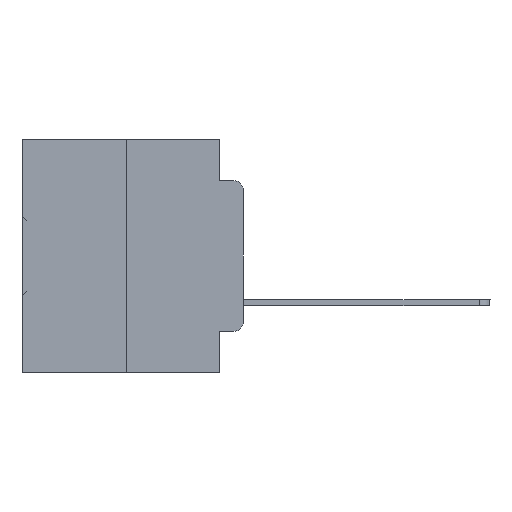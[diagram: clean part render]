
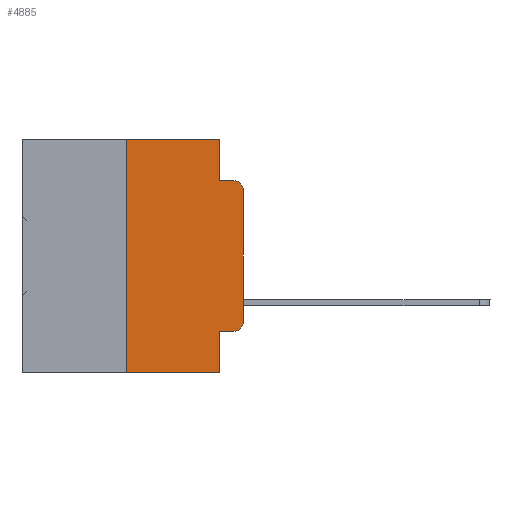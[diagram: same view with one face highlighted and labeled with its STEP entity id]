
A CAD part, left-side view. The second image highlights one B-rep face of the part: STEP entity #4885.
In plain terms, the highlighted planar face has unit normal (-1, 0, 0).
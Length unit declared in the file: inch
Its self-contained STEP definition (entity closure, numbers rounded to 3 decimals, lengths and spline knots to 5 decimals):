
#132 = CARTESIAN_POINT ( 'NONE',  ( 0., 0.02, -0.0885 ) ) ;
#284 = VECTOR ( 'NONE', #5853, 39.37008 ) ;
#558 = CARTESIAN_POINT ( 'NONE',  ( 0., 0.25, 0. ) ) ;
#728 = ORIENTED_EDGE ( 'NONE', *, *, #19944, .T. ) ;
#1111 = DIRECTION ( 'NONE',  ( 0., 0., -1. ) ) ;
#1657 = ORIENTED_EDGE ( 'NONE', *, *, #27187, .F. ) ;
#1842 = EDGE_CURVE ( 'NONE', #13293, #2704, #7571, .T. ) ;
#2027 = ORIENTED_EDGE ( 'NONE', *, *, #30838, .F. ) ;
#2042 = EDGE_LOOP ( 'NONE', ( #23138, #728, #11053, #8206, #10806, #1657, #24268, #2027, #20572, #19413 ) ) ;
#2101 = CARTESIAN_POINT ( 'NONE',  ( 0., 0.051, -0.4115 ) ) ;
#2383 = DIRECTION ( 'NONE',  ( 0., 0., -1. ) ) ;
#2704 = VERTEX_POINT ( 'NONE', #132 ) ;
#2973 = CARTESIAN_POINT ( 'NONE',  ( 0., 0.051, -0.4115 ) ) ;
#3318 = LINE ( 'NONE', #18021, #5480 ) ;
#3924 = DIRECTION ( 'NONE',  ( 0., 0., -1. ) ) ;
#4795 = EDGE_CURVE ( 'NONE', #17801, #11418, #3318, .T. ) ;
#4803 = CARTESIAN_POINT ( 'NONE',  ( 0., 0.25, -0.5 ) ) ;
#4885 = ADVANCED_FACE ( 'NONE', ( #23818 ), #13089, .F. ) ;
#5480 = VECTOR ( 'NONE', #7004, 39.37008 ) ;
#5853 = DIRECTION ( 'NONE',  ( 0., 0., 1. ) ) ;
#6530 = DIRECTION ( 'NONE',  ( 0., -1., 0. ) ) ;
#6720 = CARTESIAN_POINT ( 'NONE',  ( 0., 0.02, -0.3915 ) ) ;
#7004 = DIRECTION ( 'NONE',  ( 0., -1., 0. ) ) ;
#7103 = CARTESIAN_POINT ( 'NONE',  ( 0., 0.051, -0.5 ) ) ;
#7571 = LINE ( 'NONE', #14891, #21216 ) ;
#7601 = DIRECTION ( 'NONE',  ( 0., 0., -1. ) ) ;
#7714 = DIRECTION ( 'NONE',  ( 1., 0., 0. ) ) ;
#8064 = CARTESIAN_POINT ( 'NONE',  ( 0., 0., 0. ) ) ;
#8206 = ORIENTED_EDGE ( 'NONE', *, *, #32129, .F. ) ;
#9871 = CARTESIAN_POINT ( 'NONE',  ( 0., 0.051, -0.0885 ) ) ;
#10366 = LINE ( 'NONE', #28085, #22228 ) ;
#10509 = LINE ( 'NONE', #558, #284 ) ;
#10669 = VECTOR ( 'NONE', #35083, 39.37008 ) ;
#10806 = ORIENTED_EDGE ( 'NONE', *, *, #22994, .F. ) ;
#11053 = ORIENTED_EDGE ( 'NONE', *, *, #1842, .F. ) ;
#11418 = VERTEX_POINT ( 'NONE', #7103 ) ;
#12140 = DIRECTION ( 'NONE',  ( 0., -1., 0. ) ) ;
#12514 = DIRECTION ( 'NONE',  ( -1., 0., 0. ) ) ;
#12613 = AXIS2_PLACEMENT_3D ( 'NONE', #34843, #7714, #2383 ) ;
#12830 = DIRECTION ( 'NONE',  ( 0., -1., 0. ) ) ;
#13089 = PLANE ( 'NONE',  #12613 ) ;
#13293 = VERTEX_POINT ( 'NONE', #9871 ) ;
#13992 = VERTEX_POINT ( 'NONE', #30828 ) ;
#14891 = CARTESIAN_POINT ( 'NONE',  ( 0., 0.051, -0.0885 ) ) ;
#14933 = LINE ( 'NONE', #33235, #22535 ) ;
#15221 = VERTEX_POINT ( 'NONE', #2973 ) ;
#15745 = VERTEX_POINT ( 'NONE', #32938 ) ;
#17142 = EDGE_CURVE ( 'NONE', #21377, #13992, #27857, .T. ) ;
#17549 = CARTESIAN_POINT ( 'NONE',  ( 0., 0.051, 0. ) ) ;
#17801 = VERTEX_POINT ( 'NONE', #4803 ) ;
#18021 = CARTESIAN_POINT ( 'NONE',  ( 0., 0.473, -0.5 ) ) ;
#19241 = CIRCLE ( 'NONE', #34389, 0.02 ) ;
#19413 = ORIENTED_EDGE ( 'NONE', *, *, #17142, .T. ) ;
#19704 = LINE ( 'NONE', #2101, #31255 ) ;
#19944 = EDGE_CURVE ( 'NONE', #15745, #2704, #19241, .T. ) ;
#20572 = ORIENTED_EDGE ( 'NONE', *, *, #28509, .T. ) ;
#20587 = DIRECTION ( 'NONE',  ( 0., 0., -1. ) ) ;
#21216 = VECTOR ( 'NONE', #12140, 39.37008 ) ;
#21377 = VERTEX_POINT ( 'NONE', #30505 ) ;
#22228 = VECTOR ( 'NONE', #6530, 39.37008 ) ;
#22535 = VECTOR ( 'NONE', #7601, 39.37008 ) ;
#22860 = VECTOR ( 'NONE', #1111, 39.37008 ) ;
#22982 = VERTEX_POINT ( 'NONE', #17549 ) ;
#22994 = EDGE_CURVE ( 'NONE', #26860, #22982, #10366, .T. ) ;
#23138 = ORIENTED_EDGE ( 'NONE', *, *, #30538, .T. ) ;
#23213 = CARTESIAN_POINT ( 'NONE',  ( 0., 0.02, -0.1085 ) ) ;
#23577 = CARTESIAN_POINT ( 'NONE',  ( 0., 0.25, 0. ) ) ;
#23818 = FACE_OUTER_BOUND ( 'NONE', #2042, .T. ) ;
#24268 = ORIENTED_EDGE ( 'NONE', *, *, #4795, .T. ) ;
#26082 = DIRECTION ( 'NONE',  ( -1., 0., 0. ) ) ;
#26860 = VERTEX_POINT ( 'NONE', #23577 ) ;
#27187 = EDGE_CURVE ( 'NONE', #17801, #26860, #10509, .T. ) ;
#27857 = CIRCLE ( 'NONE', #30654, 0.02 ) ;
#28085 = CARTESIAN_POINT ( 'NONE',  ( 0., 0.473, 0. ) ) ;
#28509 = EDGE_CURVE ( 'NONE', #15221, #21377, #19704, .T. ) ;
#30263 = LINE ( 'NONE', #8064, #10669 ) ;
#30505 = CARTESIAN_POINT ( 'NONE',  ( 0., 0.02, -0.4115 ) ) ;
#30538 = EDGE_CURVE ( 'NONE', #13992, #15745, #30263, .T. ) ;
#30654 = AXIS2_PLACEMENT_3D ( 'NONE', #6720, #12514, #20587 ) ;
#30828 = CARTESIAN_POINT ( 'NONE',  ( 0., 0., -0.3915 ) ) ;
#30838 = EDGE_CURVE ( 'NONE', #15221, #11418, #14933, .T. ) ;
#31255 = VECTOR ( 'NONE', #12830, 39.37008 ) ;
#31366 = CARTESIAN_POINT ( 'NONE',  ( 0., 0.051, 0. ) ) ;
#32129 = EDGE_CURVE ( 'NONE', #22982, #13293, #34808, .T. ) ;
#32938 = CARTESIAN_POINT ( 'NONE',  ( 0., 0., -0.1085 ) ) ;
#33235 = CARTESIAN_POINT ( 'NONE',  ( 0., 0.051, 0. ) ) ;
#34389 = AXIS2_PLACEMENT_3D ( 'NONE', #23213, #26082, #3924 ) ;
#34808 = LINE ( 'NONE', #31366, #22860 ) ;
#34843 = CARTESIAN_POINT ( 'NONE',  ( 0., 0.473, 0. ) ) ;
#35083 = DIRECTION ( 'NONE',  ( 0., 0., 1. ) ) ;
